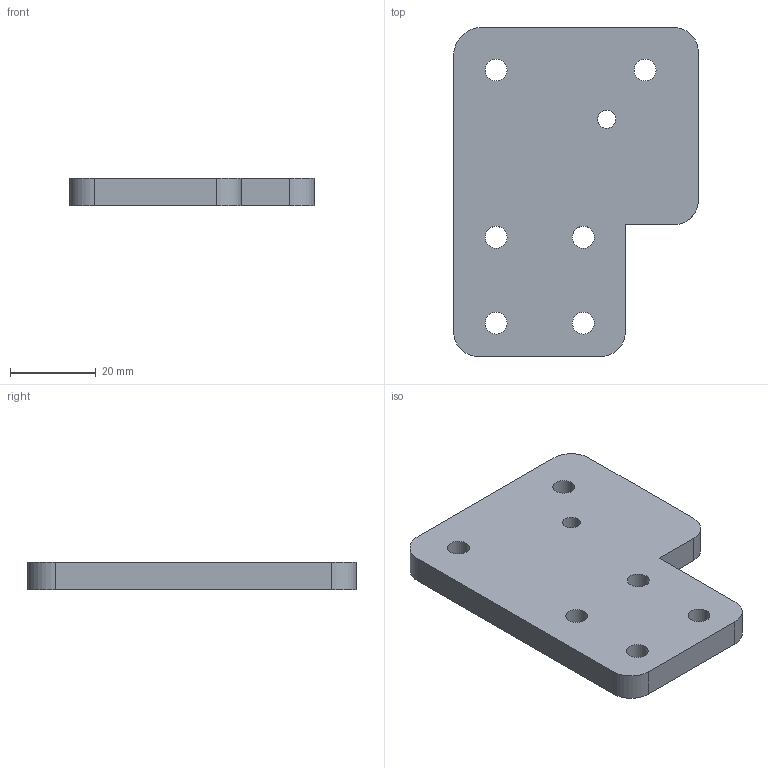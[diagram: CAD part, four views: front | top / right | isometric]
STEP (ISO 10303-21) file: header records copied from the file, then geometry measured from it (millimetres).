
FILE_DESCRIPTION(/* description */ (''),/* implementation_level */ '2;1');
FILE_NAME(/* name */ '8bd774e6-eb17-4c24-a18c-4dabb3fbde31.stp',/* time_stamp */ '2016-03-13T03:17:24+00:00',/* author */ (''),/* organization */ (''),/* preprocessor_version */ 'ST-DEVELOPER v16.2',/* originating_system */ 'Autodesk Translation Framework v4.3.0.3010',/* authorisation */ '');
FILE_SCHEMA (('AUTOMOTIVE_DESIGN { 1 0 10303 214 3 1 1 }'));
Length unit declared in the file: centimetre
Products named in the file (1): V-Slot Motor Mount Plate.ipt.step.f3d v4
Bounding box: 57 x 76.6 x 6.35 mm (x, y, z)
Volume: 23311.9 mm3; surface area: 9652.9 mm2
Topology: 1 solids, 1 shells, 20 faces, 60 edges, 42 vertices
Faces by surface type: cylinder 12, plane 8
Full cylindrical faces by diameter (mm): 4.2 x1, 5.1 x6
Entity records: 666 total; most frequent: DIRECTION 113, CARTESIAN_POINT 104, ORIENTED_EDGE 94, EDGE_CURVE 47, AXIS2_PLACEMENT_3D 45, EDGE_LOOP 41, VERTEX_POINT 36, CIRCLE 24
